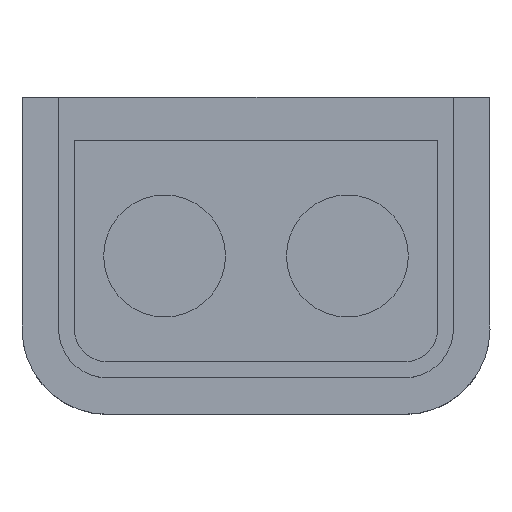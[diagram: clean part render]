
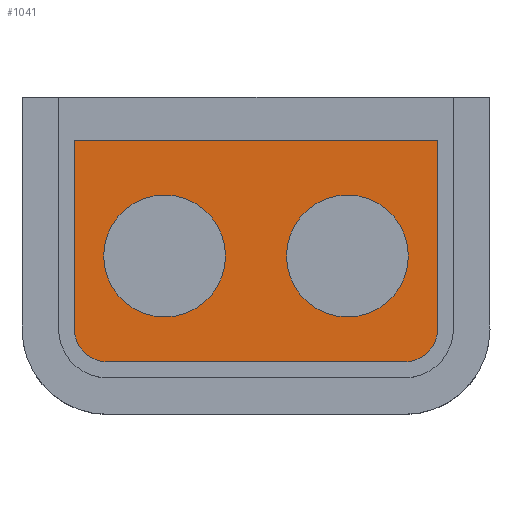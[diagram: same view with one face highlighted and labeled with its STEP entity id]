
A CAD part, top view. The second image highlights one B-rep face of the part: STEP entity #1041.
In plain terms, the highlighted planar face has unit normal (0, 0, 1).
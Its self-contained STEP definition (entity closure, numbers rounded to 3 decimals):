
#11 = ORIENTED_EDGE ( 'NONE', *, *, #939, .F. ) ;
#16 = ORIENTED_EDGE ( 'NONE', *, *, #2447, .F. ) ;
#39 = ORIENTED_EDGE ( 'NONE', *, *, #1679, .T. ) ;
#43 = CARTESIAN_POINT ( 'NONE',  ( 12.5, 0., 0.55 ) ) ;
#100 = ORIENTED_EDGE ( 'NONE', *, *, #1256, .T. ) ;
#148 = ORIENTED_EDGE ( 'NONE', *, *, #2439, .T. ) ;
#153 = ORIENTED_EDGE ( 'NONE', *, *, #2521, .T. ) ;
#205 = ORIENTED_EDGE ( 'NONE', *, *, #2395, .T. ) ;
#256 = CARTESIAN_POINT ( 'NONE',  ( -14.9, 9.5, 0.55 ) ) ;
#259 = VERTEX_POINT ( 'NONE', #491 ) ;
#282 = CIRCLE ( 'NONE', #1974, 5. ) ;
#300 = LINE ( 'NONE', #1291, #1671 ) ;
#440 = CARTESIAN_POINT ( 'NONE',  ( -2.5, 0., 0.55 ) ) ;
#463 = FACE_BOUND ( 'NONE', #1855, .T. ) ;
#475 = CARTESIAN_POINT ( 'NONE',  ( -12.2, -6., 0.55 ) ) ;
#485 = CIRCLE ( 'NONE', #1850, 5. ) ;
#491 = CARTESIAN_POINT ( 'NONE',  ( 14.9, -6., 0.55 ) ) ;
#492 = VERTEX_POINT ( 'NONE', #256 ) ;
#524 = FACE_OUTER_BOUND ( 'NONE', #697, .T. ) ;
#538 = LINE ( 'NONE', #1797, #1527 ) ;
#589 = FACE_BOUND ( 'NONE', #1681, .T. ) ;
#697 = EDGE_LOOP ( 'NONE', ( #39, #100, #148, #153, #205, #1483 ) ) ;
#774 = DIRECTION ( 'NONE',  ( 1., 0., 0. ) ) ;
#775 = DIRECTION ( 'NONE',  ( 0., 0., 1. ) ) ;
#778 = CARTESIAN_POINT ( 'NONE',  ( -12.2, -6., 0.55 ) ) ;
#846 = VERTEX_POINT ( 'NONE', #43 ) ;
#863 = ORIENTED_EDGE ( 'NONE', *, *, #1772, .F. ) ;
#891 = DIRECTION ( 'NONE',  ( 1., 0., 0. ) ) ;
#894 = DIRECTION ( 'NONE',  ( 0., 0., 1. ) ) ;
#896 = VERTEX_POINT ( 'NONE', #2565 ) ;
#897 = CARTESIAN_POINT ( 'NONE',  ( 12.2, -6., 0.55 ) ) ;
#939 = EDGE_CURVE ( 'NONE', #998, #896, #2292, .T. ) ;
#945 = LINE ( 'NONE', #1110, #1803 ) ;
#998 = VERTEX_POINT ( 'NONE', #440 ) ;
#1008 = DIRECTION ( 'NONE',  ( 1., 0., 0. ) ) ;
#1014 = DIRECTION ( 'NONE',  ( 0., 0., 1. ) ) ;
#1016 = CARTESIAN_POINT ( 'NONE',  ( -7.5, 0., 0.55 ) ) ;
#1041 = ADVANCED_FACE ( 'NONE', ( #589, #463, #524 ), #2562, .T. ) ;
#1045 = DIRECTION ( 'NONE',  ( -1., 0., 0. ) ) ;
#1049 = DIRECTION ( 'NONE',  ( 0., 0., 1. ) ) ;
#1050 = CARTESIAN_POINT ( 'NONE',  ( 7.5, 0., 0.55 ) ) ;
#1110 = CARTESIAN_POINT ( 'NONE',  ( -14.9, 9.5, 0.55 ) ) ;
#1112 = DIRECTION ( 'NONE',  ( 0., -1., 0. ) ) ;
#1247 = VERTEX_POINT ( 'NONE', #2227 ) ;
#1256 = EDGE_CURVE ( 'NONE', #1700, #492, #2283, .T. ) ;
#1258 = VERTEX_POINT ( 'NONE', #2185 ) ;
#1263 = DIRECTION ( 'NONE',  ( 1., 0., 0. ) ) ;
#1291 = CARTESIAN_POINT ( 'NONE',  ( -12.2, -8.7, 0.55 ) ) ;
#1307 = VECTOR ( 'NONE', #2178, 1000. ) ;
#1325 = CIRCLE ( 'NONE', #1576, 5. ) ;
#1353 = CARTESIAN_POINT ( 'NONE',  ( -7.5, 0., 0.55 ) ) ;
#1374 = DIRECTION ( 'NONE',  ( 1., 0., 0. ) ) ;
#1408 = DIRECTION ( 'NONE',  ( 0., 0., 1. ) ) ;
#1483 = ORIENTED_EDGE ( 'NONE', *, *, #2480, .T. ) ;
#1527 = VECTOR ( 'NONE', #1800, 1000. ) ;
#1533 = VERTEX_POINT ( 'NONE', #1867 ) ;
#1557 = CARTESIAN_POINT ( 'NONE',  ( 2.5, 0., 0.55 ) ) ;
#1576 = AXIS2_PLACEMENT_3D ( 'NONE', #1050, #1049, #1045 ) ;
#1671 = VECTOR ( 'NONE', #1263, 1000. ) ;
#1679 = EDGE_CURVE ( 'NONE', #259, #1700, #538, .T. ) ;
#1681 = EDGE_LOOP ( 'NONE', ( #2531, #863 ) ) ;
#1700 = VERTEX_POINT ( 'NONE', #1780 ) ;
#1739 = DIRECTION ( 'NONE',  ( -1., 0., 0. ) ) ;
#1742 = DIRECTION ( 'NONE',  ( 0., 0., 1. ) ) ;
#1743 = CARTESIAN_POINT ( 'NONE',  ( 7.5, 0., 0.55 ) ) ;
#1772 = EDGE_CURVE ( 'NONE', #2175, #846, #485, .T. ) ;
#1780 = CARTESIAN_POINT ( 'NONE',  ( 14.9, 9.5, 0.55 ) ) ;
#1797 = CARTESIAN_POINT ( 'NONE',  ( 14.9, -6., 0.55 ) ) ;
#1800 = DIRECTION ( 'NONE',  ( 0., 1., 0. ) ) ;
#1803 = VECTOR ( 'NONE', #1112, 1000. ) ;
#1850 = AXIS2_PLACEMENT_3D ( 'NONE', #1743, #1742, #1739 ) ;
#1855 = EDGE_LOOP ( 'NONE', ( #11, #16 ) ) ;
#1867 = CARTESIAN_POINT ( 'NONE',  ( 12.2, -8.7, 0.55 ) ) ;
#1892 = CIRCLE ( 'NONE', #1955, 2.7 ) ;
#1917 = CIRCLE ( 'NONE', #1959, 2.7 ) ;
#1955 = AXIS2_PLACEMENT_3D ( 'NONE', #778, #775, #774 ) ;
#1959 = AXIS2_PLACEMENT_3D ( 'NONE', #897, #894, #891 ) ;
#1974 = AXIS2_PLACEMENT_3D ( 'NONE', #1016, #1014, #1008 ) ;
#2175 = VERTEX_POINT ( 'NONE', #1557 ) ;
#2178 = DIRECTION ( 'NONE',  ( -1., 0., 0. ) ) ;
#2180 = CARTESIAN_POINT ( 'NONE',  ( -14.9, 9.5, 0.55 ) ) ;
#2185 = CARTESIAN_POINT ( 'NONE',  ( -12.2, -8.7, 0.55 ) ) ;
#2225 = AXIS2_PLACEMENT_3D ( 'NONE', #475, #2430, #2558 ) ;
#2227 = CARTESIAN_POINT ( 'NONE',  ( -14.9, -6., 0.55 ) ) ;
#2283 = LINE ( 'NONE', #2180, #1307 ) ;
#2292 = CIRCLE ( 'NONE', #2569, 5. ) ;
#2395 = EDGE_CURVE ( 'NONE', #1258, #1533, #300, .T. ) ;
#2430 = DIRECTION ( 'NONE',  ( 0., 0., 1. ) ) ;
#2439 = EDGE_CURVE ( 'NONE', #492, #1247, #945, .T. ) ;
#2441 = EDGE_CURVE ( 'NONE', #846, #2175, #1325, .T. ) ;
#2447 = EDGE_CURVE ( 'NONE', #896, #998, #282, .T. ) ;
#2480 = EDGE_CURVE ( 'NONE', #1533, #259, #1917, .T. ) ;
#2521 = EDGE_CURVE ( 'NONE', #1247, #1258, #1892, .T. ) ;
#2531 = ORIENTED_EDGE ( 'NONE', *, *, #2441, .F. ) ;
#2558 = DIRECTION ( 'NONE',  ( 1., 0., 0. ) ) ;
#2562 = PLANE ( 'NONE',  #2225 ) ;
#2565 = CARTESIAN_POINT ( 'NONE',  ( -12.5, 0., 0.55 ) ) ;
#2569 = AXIS2_PLACEMENT_3D ( 'NONE', #1353, #1408, #1374 ) ;
